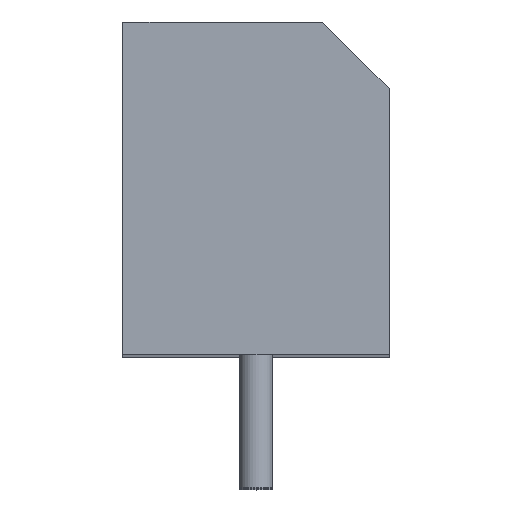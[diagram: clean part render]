
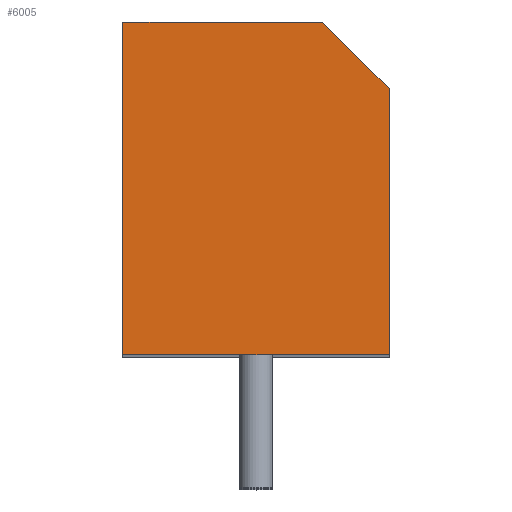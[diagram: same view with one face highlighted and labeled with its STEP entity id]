
A CAD part, top view. The second image highlights one B-rep face of the part: STEP entity #6005.
In plain terms, the highlighted planar face has unit normal (0, 0, 1).
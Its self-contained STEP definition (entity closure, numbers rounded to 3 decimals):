
#63 = VERTEX_POINT ( 'NONE', #1515 ) ;
#79 = DIRECTION ( 'NONE',  ( -0.707, 0.707, 0. ) ) ;
#163 = LINE ( 'NONE', #2655, #1563 ) ;
#215 = DIRECTION ( 'NONE',  ( 0., 1., 0. ) ) ;
#551 = LINE ( 'NONE', #3367, #4904 ) ;
#581 = CARTESIAN_POINT ( 'NONE',  ( 0., 0., 0. ) ) ;
#682 = EDGE_CURVE ( 'NONE', #63, #1937, #5330, .T. ) ;
#695 = EDGE_CURVE ( 'NONE', #6696, #63, #163, .T. ) ;
#896 = FACE_OUTER_BOUND ( 'NONE', #5011, .T. ) ;
#1111 = DIRECTION ( 'NONE',  ( -1., 0., 0. ) ) ;
#1317 = CARTESIAN_POINT ( 'NONE',  ( 4., -5., 0. ) ) ;
#1421 = EDGE_CURVE ( 'NONE', #6625, #6598, #551, .T. ) ;
#1515 = CARTESIAN_POINT ( 'NONE',  ( -4., 5., 0. ) ) ;
#1563 = VECTOR ( 'NONE', #1111, 1000. ) ;
#1596 = DIRECTION ( 'NONE',  ( 1., 0., 0. ) ) ;
#1937 = VERTEX_POINT ( 'NONE', #3081 ) ;
#2015 = ORIENTED_EDGE ( 'NONE', *, *, #682, .T. ) ;
#2079 = DIRECTION ( 'NONE',  ( 0., -1., 0. ) ) ;
#2198 = EDGE_CURVE ( 'NONE', #1937, #6625, #3169, .T. ) ;
#2590 = AXIS2_PLACEMENT_3D ( 'NONE', #581, #5303, #1596 ) ;
#2655 = CARTESIAN_POINT ( 'NONE',  ( 4., 5., 0. ) ) ;
#2968 = VECTOR ( 'NONE', #2079, 1000. ) ;
#3081 = CARTESIAN_POINT ( 'NONE',  ( -4., -5., 0. ) ) ;
#3169 = LINE ( 'NONE', #1317, #6270 ) ;
#3367 = CARTESIAN_POINT ( 'NONE',  ( 4., -5., 0. ) ) ;
#3705 = PLANE ( 'NONE',  #2590 ) ;
#3906 = DIRECTION ( 'NONE',  ( 1., 0., 0. ) ) ;
#4388 = CARTESIAN_POINT ( 'NONE',  ( 2., 5., 0. ) ) ;
#4574 = VECTOR ( 'NONE', #79, 1000. ) ;
#4856 = CARTESIAN_POINT ( 'NONE',  ( 4., 3., 0. ) ) ;
#4904 = VECTOR ( 'NONE', #215, 1000. ) ;
#5011 = EDGE_LOOP ( 'NONE', ( #5012, #5447, #5851, #2015, #6027 ) ) ;
#5012 = ORIENTED_EDGE ( 'NONE', *, *, #1421, .T. ) ;
#5303 = DIRECTION ( 'NONE',  ( 0., 0., 1. ) ) ;
#5330 = LINE ( 'NONE', #6293, #2968 ) ;
#5420 = EDGE_CURVE ( 'NONE', #6598, #6696, #5977, .T. ) ;
#5447 = ORIENTED_EDGE ( 'NONE', *, *, #5420, .T. ) ;
#5580 = CARTESIAN_POINT ( 'NONE',  ( 4., -5., 0. ) ) ;
#5851 = ORIENTED_EDGE ( 'NONE', *, *, #695, .T. ) ;
#5977 = LINE ( 'NONE', #6366, #4574 ) ;
#6005 = ADVANCED_FACE ( 'NONE', ( #896 ), #3705, .T. ) ;
#6027 = ORIENTED_EDGE ( 'NONE', *, *, #2198, .T. ) ;
#6270 = VECTOR ( 'NONE', #3906, 1000. ) ;
#6293 = CARTESIAN_POINT ( 'NONE',  ( -4., -5., 0. ) ) ;
#6366 = CARTESIAN_POINT ( 'NONE',  ( 3.5, 3.5, 0. ) ) ;
#6598 = VERTEX_POINT ( 'NONE', #4856 ) ;
#6625 = VERTEX_POINT ( 'NONE', #5580 ) ;
#6696 = VERTEX_POINT ( 'NONE', #4388 ) ;
